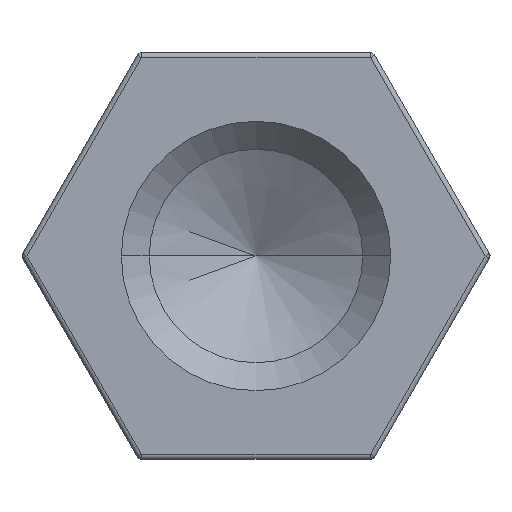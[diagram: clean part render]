
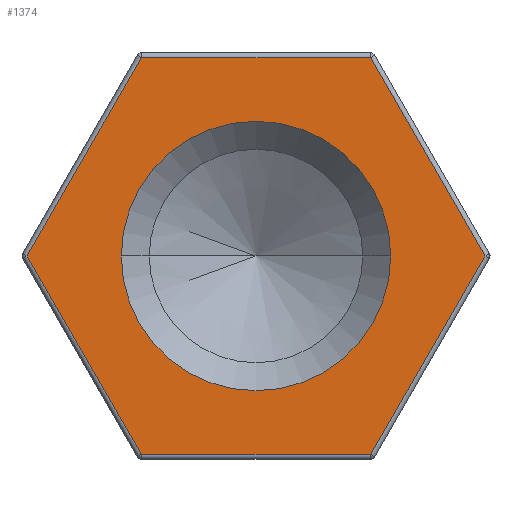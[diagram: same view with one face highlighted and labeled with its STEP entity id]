
A CAD part, left-side view. The second image highlights one B-rep face of the part: STEP entity #1374.
In plain terms, the highlighted planar face has unit normal (-1, 0, 0).
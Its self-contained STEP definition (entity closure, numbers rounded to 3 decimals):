
#49 = CARTESIAN_POINT ( 'NONE',  ( 0., -2.252, 3.9 ) ) ;
#75 = AXIS2_PLACEMENT_3D ( 'NONE', #157, #135, #134 ) ;
#93 = CARTESIAN_POINT ( 'NONE',  ( 0., 2.252, -3.9 ) ) ;
#109 = VECTOR ( 'NONE', #206, 1000. ) ;
#114 = VECTOR ( 'NONE', #229, 1000. ) ;
#117 = LINE ( 'NONE', #215, #109 ) ;
#118 = LINE ( 'NONE', #1372, #1317 ) ;
#121 = VECTOR ( 'NONE', #241, 1000. ) ;
#122 = CIRCLE ( 'NONE', #75, 2.65 ) ;
#127 = AXIS2_PLACEMENT_3D ( 'NONE', #280, #271, #256 ) ;
#129 = LINE ( 'NONE', #255, #121 ) ;
#134 = DIRECTION ( 'NONE',  ( 0., 1., 0. ) ) ;
#135 = DIRECTION ( 'NONE',  ( 1., 0., 0. ) ) ;
#136 = LINE ( 'NONE', #792, #114 ) ;
#141 = EDGE_CURVE ( 'NONE', #611, #544, #262, .T. ) ;
#148 = CARTESIAN_POINT ( 'NONE',  ( 0., -4.503, 0. ) ) ;
#156 = PLANE ( 'NONE',  #495 ) ;
#157 = CARTESIAN_POINT ( 'NONE',  ( 0., 0., 0. ) ) ;
#206 = DIRECTION ( 'NONE',  ( 0., 0.5, -0.866 ) ) ;
#215 = CARTESIAN_POINT ( 'NONE',  ( 0., 3.377, 1.95 ) ) ;
#229 = DIRECTION ( 'NONE',  ( 0., 0.5, 0.866 ) ) ;
#241 = DIRECTION ( 'NONE',  ( 0., 1., 0. ) ) ;
#252 = EDGE_CURVE ( 'NONE', #829, #448, #129, .T. ) ;
#253 = EDGE_CURVE ( 'NONE', #717, #829, #136, .T. ) ;
#255 = CARTESIAN_POINT ( 'NONE',  ( 0., 0., 3.9 ) ) ;
#256 = DIRECTION ( 'NONE',  ( 0., 1., 0. ) ) ;
#257 = EDGE_CURVE ( 'NONE', #448, #955, #117, .T. ) ;
#261 = VECTOR ( 'NONE', #1321, 1000. ) ;
#262 = CIRCLE ( 'NONE', #127, 2.65 ) ;
#268 = EDGE_CURVE ( 'NONE', #544, #611, #122, .T. ) ;
#271 = DIRECTION ( 'NONE',  ( 1., 0., 0. ) ) ;
#274 = CARTESIAN_POINT ( 'NONE',  ( 0., -2.65, 0. ) ) ;
#280 = CARTESIAN_POINT ( 'NONE',  ( 0., 0., 0. ) ) ;
#302 = ORIENTED_EDGE ( 'NONE', *, *, #252, .T. ) ;
#399 = EDGE_CURVE ( 'NONE', #575, #717, #549, .T. ) ;
#403 = EDGE_CURVE ( 'NONE', #955, #730, #656, .T. ) ;
#406 = EDGE_CURVE ( 'NONE', #730, #575, #118, .T. ) ;
#448 = VERTEX_POINT ( 'NONE', #1070 ) ;
#495 = AXIS2_PLACEMENT_3D ( 'NONE', #1373, #865, #1370 ) ;
#516 = ORIENTED_EDGE ( 'NONE', *, *, #399, .T. ) ;
#535 = CARTESIAN_POINT ( 'NONE',  ( 0., -2.252, -3.9 ) ) ;
#544 = VERTEX_POINT ( 'NONE', #750 ) ;
#549 = LINE ( 'NONE', #1327, #261 ) ;
#575 = VERTEX_POINT ( 'NONE', #535 ) ;
#589 = ORIENTED_EDGE ( 'NONE', *, *, #257, .T. ) ;
#611 = VERTEX_POINT ( 'NONE', #274 ) ;
#656 = LINE ( 'NONE', #1245, #1349 ) ;
#713 = ORIENTED_EDGE ( 'NONE', *, *, #268, .T. ) ;
#717 = VERTEX_POINT ( 'NONE', #148 ) ;
#730 = VERTEX_POINT ( 'NONE', #93 ) ;
#750 = CARTESIAN_POINT ( 'NONE',  ( 0., 2.65, 0. ) ) ;
#752 = ORIENTED_EDGE ( 'NONE', *, *, #403, .T. ) ;
#788 = EDGE_LOOP ( 'NONE', ( #817, #302, #589, #752, #987, #516 ) ) ;
#792 = CARTESIAN_POINT ( 'NONE',  ( 0., -3.377, 1.95 ) ) ;
#817 = ORIENTED_EDGE ( 'NONE', *, *, #253, .T. ) ;
#826 = EDGE_LOOP ( 'NONE', ( #713, #950 ) ) ;
#829 = VERTEX_POINT ( 'NONE', #49 ) ;
#835 = FACE_OUTER_BOUND ( 'NONE', #788, .T. ) ;
#865 = DIRECTION ( 'NONE',  ( 1., 0., 0. ) ) ;
#950 = ORIENTED_EDGE ( 'NONE', *, *, #141, .T. ) ;
#955 = VERTEX_POINT ( 'NONE', #1101 ) ;
#987 = ORIENTED_EDGE ( 'NONE', *, *, #406, .T. ) ;
#1070 = CARTESIAN_POINT ( 'NONE',  ( 0., 2.252, 3.9 ) ) ;
#1101 = CARTESIAN_POINT ( 'NONE',  ( 0., 4.503, 0. ) ) ;
#1209 = FACE_BOUND ( 'NONE', #826, .T. ) ;
#1245 = CARTESIAN_POINT ( 'NONE',  ( 0., 3.377, -1.95 ) ) ;
#1317 = VECTOR ( 'NONE', #1379, 1000. ) ;
#1321 = DIRECTION ( 'NONE',  ( 0., -0.5, 0.866 ) ) ;
#1327 = CARTESIAN_POINT ( 'NONE',  ( 0., -3.377, -1.95 ) ) ;
#1349 = VECTOR ( 'NONE', #1390, 1000. ) ;
#1370 = DIRECTION ( 'NONE',  ( 0., 1., 0. ) ) ;
#1372 = CARTESIAN_POINT ( 'NONE',  ( 0., 0., -3.9 ) ) ;
#1373 = CARTESIAN_POINT ( 'NONE',  ( 0., 0., 0. ) ) ;
#1374 = ADVANCED_FACE ( 'NONE', ( #835, #1209 ), #156, .F. ) ;
#1379 = DIRECTION ( 'NONE',  ( 0., -1., 0. ) ) ;
#1390 = DIRECTION ( 'NONE',  ( 0., -0.5, -0.866 ) ) ;
